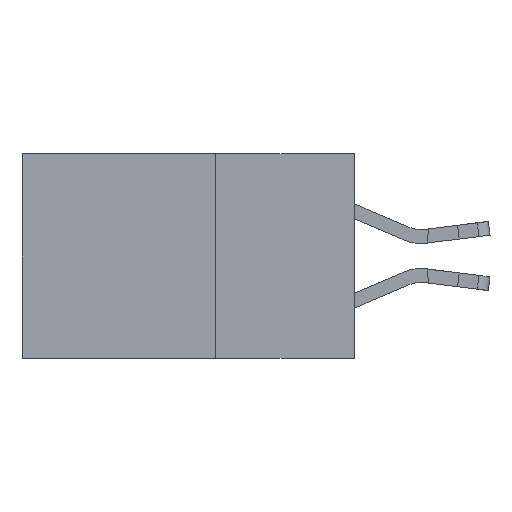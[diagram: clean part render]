
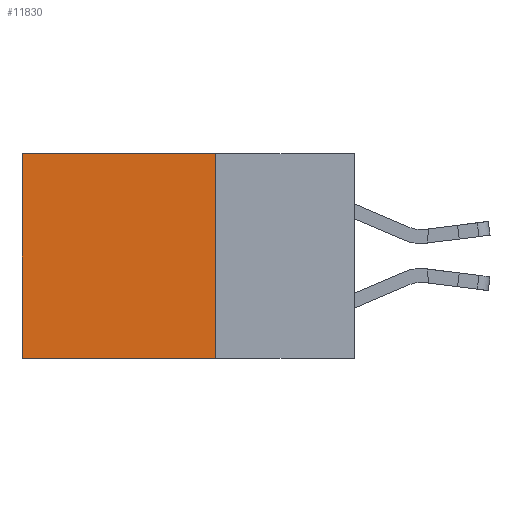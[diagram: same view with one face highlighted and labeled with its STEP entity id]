
A CAD part, left-side view. The second image highlights one B-rep face of the part: STEP entity #11830.
In plain terms, the highlighted planar face has unit normal (-1, 0, 0).
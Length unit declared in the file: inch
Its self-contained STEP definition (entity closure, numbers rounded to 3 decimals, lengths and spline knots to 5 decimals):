
#15 = EDGE_LOOP ( 'NONE', ( #2279, #12146, #12313, #12378 ) ) ;
#112 = LINE ( 'NONE', #9345, #7960 ) ;
#1221 = AXIS2_PLACEMENT_3D ( 'NONE', #7556, #9683, #6758 ) ;
#1457 = VERTEX_POINT ( 'NONE', #3532 ) ;
#1613 = FACE_OUTER_BOUND ( 'NONE', #15, .T. ) ;
#1882 = EDGE_CURVE ( 'NONE', #1457, #4790, #8444, .T. ) ;
#2279 = ORIENTED_EDGE ( 'NONE', *, *, #3856, .T. ) ;
#2440 = LINE ( 'NONE', #10470, #8779 ) ;
#2840 = LINE ( 'NONE', #5765, #4274 ) ;
#3532 = CARTESIAN_POINT ( 'NONE',  ( 0.2615, 0.25, 0. ) ) ;
#3588 = DIRECTION ( 'NONE',  ( 0., 1., 0. ) ) ;
#3856 = EDGE_CURVE ( 'NONE', #4790, #6232, #112, .T. ) ;
#4274 = VECTOR ( 'NONE', #11860, 39.37008 ) ;
#4443 = CARTESIAN_POINT ( 'NONE',  ( 0.2615, 0.25, 0. ) ) ;
#4790 = VERTEX_POINT ( 'NONE', #5220 ) ;
#5220 = CARTESIAN_POINT ( 'NONE',  ( 0.2615, 0.6, 0. ) ) ;
#5765 = CARTESIAN_POINT ( 'NONE',  ( 0.2615, 0.25, -0.37 ) ) ;
#6232 = VERTEX_POINT ( 'NONE', #11417 ) ;
#6559 = DIRECTION ( 'NONE',  ( 0., 1., 0. ) ) ;
#6758 = DIRECTION ( 'NONE',  ( 0., 0., -1. ) ) ;
#7219 = DIRECTION ( 'NONE',  ( 0., 0., -1. ) ) ;
#7556 = CARTESIAN_POINT ( 'NONE',  ( 0.2615, 0.25, -0.37 ) ) ;
#7960 = VECTOR ( 'NONE', #7219, 39.37008 ) ;
#8444 = LINE ( 'NONE', #4443, #9144 ) ;
#8779 = VECTOR ( 'NONE', #3588, 39.37008 ) ;
#9144 = VECTOR ( 'NONE', #6559, 39.37008 ) ;
#9345 = CARTESIAN_POINT ( 'NONE',  ( 0.2615, 0.6, -0.37 ) ) ;
#9683 = DIRECTION ( 'NONE',  ( 1., 0., 0. ) ) ;
#10264 = CARTESIAN_POINT ( 'NONE',  ( 0.2615, 0.25, -0.37 ) ) ;
#10470 = CARTESIAN_POINT ( 'NONE',  ( 0.2615, 0.25, -0.37 ) ) ;
#10677 = EDGE_CURVE ( 'NONE', #1457, #12975, #2840, .T. ) ;
#11417 = CARTESIAN_POINT ( 'NONE',  ( 0.2615, 0.6, -0.37 ) ) ;
#11830 = ADVANCED_FACE ( 'NONE', ( #1613 ), #12716, .F. ) ;
#11860 = DIRECTION ( 'NONE',  ( 0., 0., -1. ) ) ;
#12146 = ORIENTED_EDGE ( 'NONE', *, *, #13073, .F. ) ;
#12313 = ORIENTED_EDGE ( 'NONE', *, *, #10677, .F. ) ;
#12378 = ORIENTED_EDGE ( 'NONE', *, *, #1882, .T. ) ;
#12716 = PLANE ( 'NONE',  #1221 ) ;
#12975 = VERTEX_POINT ( 'NONE', #10264 ) ;
#13073 = EDGE_CURVE ( 'NONE', #12975, #6232, #2440, .T. ) ;
